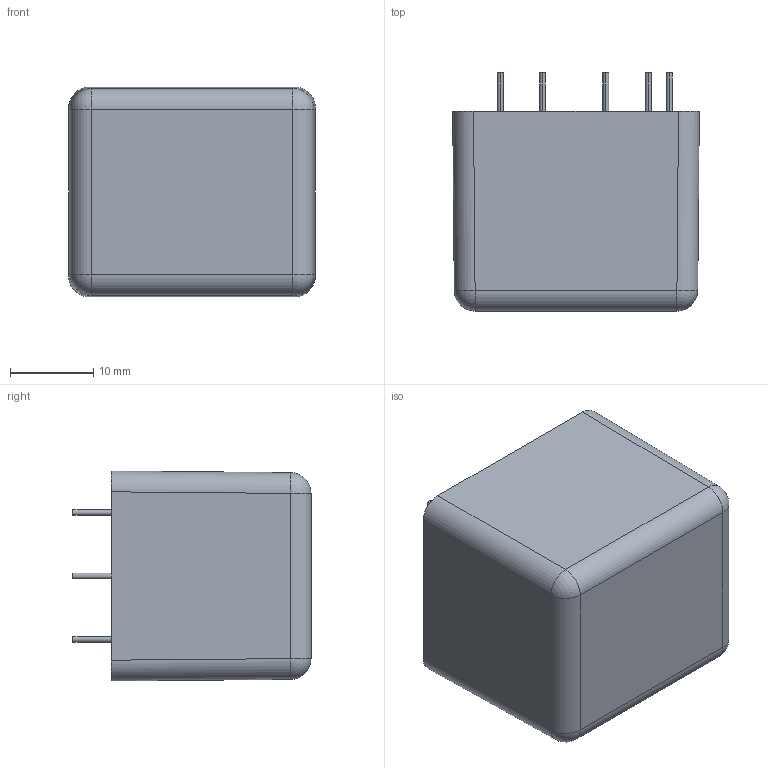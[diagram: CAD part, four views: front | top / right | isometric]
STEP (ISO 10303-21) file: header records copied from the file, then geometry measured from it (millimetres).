
FILE_DESCRIPTION (( 'STEP AP214' ), '1' );
FILE_NAME ('VTX-MC1.STEP', '2025-08-17T19:08:33', ( '' ), ( '' ), 'SwSTEP 2.0', 'SolidWorks 2024', '' );
FILE_SCHEMA (( 'AUTOMOTIVE_DESIGN' ));
Length unit declared in the file: millimetre
Products named in the file (4): VTX-MC1; VTX-MC1 CAN; VTX-MC1 LID; VTX-MC1 BOBBIN
Assembly tree (3 placements, depth 2):
  VTX-MC1
    VTX-MC1 CAN
    VTX-MC1 LID
    VTX-MC1 BOBBIN
Bounding box: 29.62 x 28.6 x 25.22 mm (x, y, z)
Volume: 15312.2 mm3; surface area: 10843.7 mm2
Topology: 3 solids, 3 shells, 127 faces, 288 edges, 168 vertices
Faces by surface type: cylinder 72, plane 35, sphere 16, torus 4
Entity records: 3643 total; most frequent: DIRECTION 678, CARTESIAN_POINT 605, ORIENTED_EDGE 560, EDGE_CURVE 280, AXIS2_PLACEMENT_3D 273, VERTEX_POINT 168, EDGE_LOOP 154, CIRCLE 140
